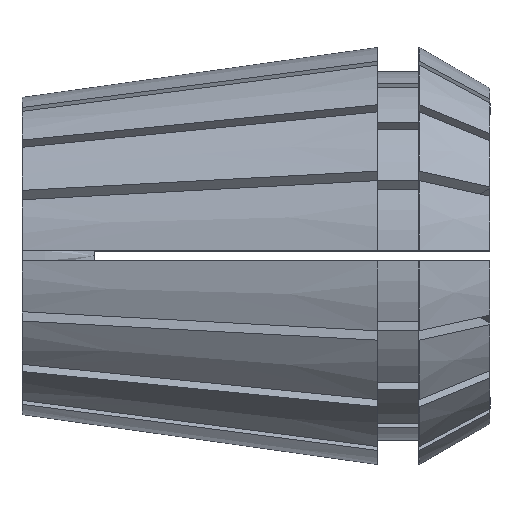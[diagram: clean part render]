
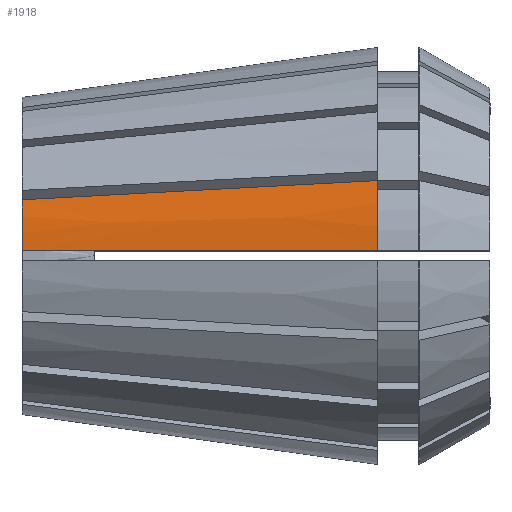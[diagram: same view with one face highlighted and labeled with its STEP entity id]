
A CAD part, top view. The second image highlights one B-rep face of the part: STEP entity #1918.
In plain terms, the highlighted conical face has half-angle 8 degrees and reference radius 20.5 mm.
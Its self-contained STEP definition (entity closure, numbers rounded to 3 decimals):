
#48 = VERTEX_POINT ( 'NONE', #1475 ) ;
#457 = DIRECTION ( 'NONE',  ( -1., 0., 0. ) ) ;
#611 = EDGE_CURVE ( 'NONE', #4106, #5548, #4663, .T. ) ;
#687 = CARTESIAN_POINT ( 'NONE',  ( 33.268, 0.5, 20.265 ) ) ;
#911 = CARTESIAN_POINT ( 'NONE',  ( 11.633, 6.129, 16.104 ) ) ;
#1132 = CARTESIAN_POINT ( 'NONE',  ( 23.065, 0.5, 18.83 ) ) ;
#1147 = ORIENTED_EDGE ( 'NONE', *, *, #611, .T. ) ;
#1296 = AXIS2_PLACEMENT_3D ( 'NONE', #2322, #5429, #2746 ) ;
#1417 = CARTESIAN_POINT ( 'NONE',  ( 0., 0.5, 15.587 ) ) ;
#1475 = CARTESIAN_POINT ( 'NONE',  ( 34.9, 0.5, 20.494 ) ) ;
#1577 = CARTESIAN_POINT ( 'NONE',  ( 4.29, 0.5, 16.191 ) ) ;
#1745 = DIRECTION ( 'NONE',  ( 1., 0., 0. ) ) ;
#1918 = ADVANCED_FACE ( 'NONE', ( #2115 ), #4198, .T. ) ;
#1959 = DIRECTION ( 'NONE',  ( 0., 0., -1. ) ) ;
#2013 = CARTESIAN_POINT ( 'NONE',  ( 34.084, 0.5, 20.38 ) ) ;
#2027 = CARTESIAN_POINT ( 'NONE',  ( 1.43, 0.5, 15.789 ) ) ;
#2115 = FACE_OUTER_BOUND ( 'NONE', #5321, .T. ) ;
#2176 = ORIENTED_EDGE ( 'NONE', *, *, #2623, .F. ) ;
#2322 = CARTESIAN_POINT ( 'NONE',  ( 34.9, 0., 0. ) ) ;
#2623 = EDGE_CURVE ( 'NONE', #48, #4328, #5084, .T. ) ;
#2718 = AXIS2_PLACEMENT_3D ( 'NONE', #5155, #1745, #1959 ) ;
#2746 = DIRECTION ( 'NONE',  ( 0., 0., 1. ) ) ;
#3133 = CARTESIAN_POINT ( 'NONE',  ( 0., 0., 0. ) ) ;
#3252 = ORIENTED_EDGE ( 'NONE', *, *, #4247, .F. ) ;
#3310 = EDGE_CURVE ( 'NONE', #48, #4106, #5371, .T. ) ;
#3573 = DIRECTION ( 'NONE',  ( 0., 0., 1. ) ) ;
#3682 = CIRCLE ( 'NONE', #4961, 15.595 ) ;
#3796 = CARTESIAN_POINT ( 'NONE',  ( 32.452, 0.5, 20.15 ) ) ;
#4106 = VERTEX_POINT ( 'NONE', #5481 ) ;
#4198 = CONICAL_SURFACE ( 'NONE', #2718, 20.5, 0.14 ) ;
#4239 = CARTESIAN_POINT ( 'NONE',  ( 13.678, 0.5, 17.511 ) ) ;
#4247 = EDGE_CURVE ( 'NONE', #4328, #5548, #3682, .T. ) ;
#4328 = VERTEX_POINT ( 'NONE', #1417 ) ;
#4613 = CARTESIAN_POINT ( 'NONE',  ( 34.9, 7.381, 19.126 ) ) ;
#4663 = B_SPLINE_CURVE_WITH_KNOTS ( 'NONE', 3,
 ( #4613, #5519, #911, #5177 ),
 .UNSPECIFIED., .F., .F.,
 ( 4, 4 ),
 ( 0., 0.035 ),
 .UNSPECIFIED. ) ;
#4664 = CARTESIAN_POINT ( 'NONE',  ( 34.9, 0.5, 20.494 ) ) ;
#4689 = CARTESIAN_POINT ( 'NONE',  ( 2.86, 0.5, 15.99 ) ) ;
#4850 = CARTESIAN_POINT ( 'NONE',  ( 0., 5.503, 14.592 ) ) ;
#4961 = AXIS2_PLACEMENT_3D ( 'NONE', #3133, #457, #3573 ) ;
#5084 = B_SPLINE_CURVE_WITH_KNOTS ( 'NONE', 3,
 ( #4664, #2013, #687, #3796, #1132, #4239, #1577, #4689, #2027, #5120 ),
 .UNSPECIFIED., .F., .F.,
 ( 4, 3, 3, 4 ),
 ( 0.076, 0.079, 0.107, 0.111 ),
 .UNSPECIFIED. ) ;
#5120 = CARTESIAN_POINT ( 'NONE',  ( 0., 0.5, 15.587 ) ) ;
#5155 = CARTESIAN_POINT ( 'NONE',  ( 34.9, 0., 0. ) ) ;
#5177 = CARTESIAN_POINT ( 'NONE',  ( 0., 5.503, 14.592 ) ) ;
#5321 = EDGE_LOOP ( 'NONE', ( #5789, #1147, #3252, #2176 ) ) ;
#5371 = CIRCLE ( 'NONE', #1296, 20.5 ) ;
#5429 = DIRECTION ( 'NONE',  ( -1., 0., 0. ) ) ;
#5481 = CARTESIAN_POINT ( 'NONE',  ( 34.9, 7.381, 19.126 ) ) ;
#5519 = CARTESIAN_POINT ( 'NONE',  ( 23.267, 6.755, 17.615 ) ) ;
#5548 = VERTEX_POINT ( 'NONE', #4850 ) ;
#5789 = ORIENTED_EDGE ( 'NONE', *, *, #3310, .T. ) ;
